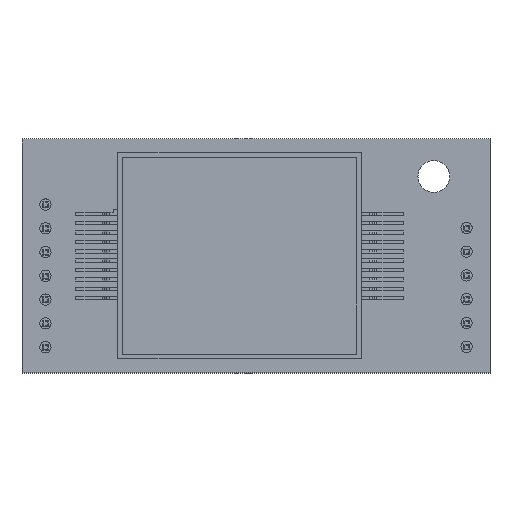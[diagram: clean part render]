
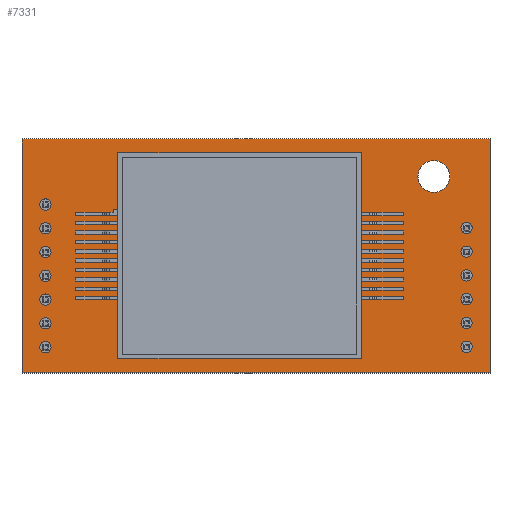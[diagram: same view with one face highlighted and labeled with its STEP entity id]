
A CAD part, top view. The second image highlights one B-rep face of the part: STEP entity #7331.
In plain terms, the highlighted planar face has unit normal (0, 0, 1).
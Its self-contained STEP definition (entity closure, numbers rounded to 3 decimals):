
#7331=ADVANCED_FACE('',(#12359,#12361,#12363,#12365,#12367,#12369,#12371,#12373,
#12375,#12377,#12379,#12381,#12383,#12385,#12387),#12389,.T.);
#12359=FACE_BOUND('',#12360,.T.);
#12360=EDGE_LOOP('',(#15986,#15987,#15988,#15989));
#12361=FACE_BOUND('',#12362,.T.);
#12362=EDGE_LOOP('',(#15990));
#12363=FACE_BOUND('',#12364,.T.);
#12364=EDGE_LOOP('',(#15991));
#12365=FACE_BOUND('',#12366,.T.);
#12366=EDGE_LOOP('',(#15992));
#12367=FACE_BOUND('',#12368,.T.);
#12368=EDGE_LOOP('',(#15993));
#12369=FACE_BOUND('',#12370,.T.);
#12370=EDGE_LOOP('',(#15994));
#12371=FACE_BOUND('',#12372,.T.);
#12372=EDGE_LOOP('',(#15995));
#12373=FACE_BOUND('',#12374,.T.);
#12374=EDGE_LOOP('',(#15996));
#12375=FACE_BOUND('',#12376,.T.);
#12376=EDGE_LOOP('',(#15997));
#12377=FACE_BOUND('',#12378,.T.);
#12378=EDGE_LOOP('',(#15998));
#12379=FACE_BOUND('',#12380,.T.);
#12380=EDGE_LOOP('',(#15999));
#12381=FACE_BOUND('',#12382,.T.);
#12382=EDGE_LOOP('',(#16000));
#12383=FACE_BOUND('',#12384,.T.);
#12384=EDGE_LOOP('',(#16001));
#12385=FACE_BOUND('',#12386,.T.);
#12386=EDGE_LOOP('',(#16002));
#12387=FACE_BOUND('',#12388,.T.);
#12388=EDGE_LOOP('',(#16003));
#12389=PLANE('',#12390);
#12390=AXIS2_PLACEMENT_3D('',#12391,#12392,#12393);
#12391=CARTESIAN_POINT('',(333.5,-153.5,1.6));
#12392=DIRECTION('',(0.,0.,1.));
#12393=DIRECTION('',(1.,0.,-0.));
#15986=ORIENTED_EDGE('',*,*,#17776,.T.);
#15987=ORIENTED_EDGE('',*,*,#17783,.T.);
#15988=ORIENTED_EDGE('',*,*,#17799,.T.);
#15989=ORIENTED_EDGE('',*,*,#17779,.T.);
#15990=ORIENTED_EDGE('',*,*,#17800,.F.);
#15991=ORIENTED_EDGE('',*,*,#17801,.F.);
#15992=ORIENTED_EDGE('',*,*,#17802,.F.);
#15993=ORIENTED_EDGE('',*,*,#17803,.F.);
#15994=ORIENTED_EDGE('',*,*,#17804,.F.);
#15995=ORIENTED_EDGE('',*,*,#17805,.F.);
#15996=ORIENTED_EDGE('',*,*,#17806,.F.);
#15997=ORIENTED_EDGE('',*,*,#17807,.F.);
#15998=ORIENTED_EDGE('',*,*,#17808,.F.);
#15999=ORIENTED_EDGE('',*,*,#17809,.F.);
#16000=ORIENTED_EDGE('',*,*,#17810,.F.);
#16001=ORIENTED_EDGE('',*,*,#17811,.F.);
#16002=ORIENTED_EDGE('',*,*,#17812,.F.);
#16003=ORIENTED_EDGE('',*,*,#17813,.F.);
#17776=EDGE_CURVE('',#20523,#20521,#20524,.T.);
#17779=EDGE_CURVE('',#20528,#20523,#20529,.T.);
#17783=EDGE_CURVE('',#20521,#20533,#20535,.T.);
#17799=EDGE_CURVE('',#20533,#20528,#20565,.T.);
#17800=EDGE_CURVE('',#20566,#20566,#20567,.T.);
#17801=EDGE_CURVE('',#20568,#20568,#20569,.T.);
#17802=EDGE_CURVE('',#20570,#20570,#20571,.T.);
#17803=EDGE_CURVE('',#20572,#20572,#20573,.T.);
#17804=EDGE_CURVE('',#20574,#20574,#20575,.T.);
#17805=EDGE_CURVE('',#20576,#20576,#20577,.T.);
#17806=EDGE_CURVE('',#20578,#20578,#20579,.T.);
#17807=EDGE_CURVE('',#20580,#20580,#20581,.T.);
#17808=EDGE_CURVE('',#20582,#20582,#20583,.T.);
#17809=EDGE_CURVE('',#20584,#20584,#20585,.T.);
#17810=EDGE_CURVE('',#20586,#20586,#20587,.T.);
#17811=EDGE_CURVE('',#20588,#20588,#20589,.T.);
#17812=EDGE_CURVE('',#20590,#20590,#20591,.T.);
#17813=EDGE_CURVE('',#20592,#20592,#20593,.T.);
#20521=VERTEX_POINT('',#26731);
#20523=VERTEX_POINT('',#26735);
#20524=LINE('',#26736,#26737);
#20528=VERTEX_POINT('',#26746);
#20529=LINE('',#26747,#26748);
#20533=VERTEX_POINT('',#26757);
#20535=LINE('',#26761,#26762);
#20565=LINE('',#26837,#26838);
#20566=VERTEX_POINT('',#26840);
#20567=CIRCLE('',#26841,0.6);
#20568=VERTEX_POINT('',#26845);
#20569=CIRCLE('',#26846,0.6);
#20570=VERTEX_POINT('',#26850);
#20571=CIRCLE('',#26851,0.6);
#20572=VERTEX_POINT('',#26855);
#20573=CIRCLE('',#26856,0.6);
#20574=VERTEX_POINT('',#26860);
#20575=CIRCLE('',#26861,0.6);
#20576=VERTEX_POINT('',#26865);
#20577=CIRCLE('',#26866,0.6);
#20578=VERTEX_POINT('',#26870);
#20579=CIRCLE('',#26871,0.6);
#20580=VERTEX_POINT('',#26875);
#20581=CIRCLE('',#26876,0.6);
#20582=VERTEX_POINT('',#26880);
#20583=CIRCLE('',#26881,1.7);
#20584=VERTEX_POINT('',#26885);
#20585=CIRCLE('',#26886,0.6);
#20586=VERTEX_POINT('',#26890);
#20587=CIRCLE('',#26891,0.6);
#20588=VERTEX_POINT('',#26895);
#20589=CIRCLE('',#26896,0.6);
#20590=VERTEX_POINT('',#26900);
#20591=CIRCLE('',#26901,0.6);
#20592=VERTEX_POINT('',#26905);
#20593=CIRCLE('',#26906,0.6);
#26731=CARTESIAN_POINT('',(358.5,-166.,1.6));
#26735=CARTESIAN_POINT('',(308.5,-166.,1.6));
#26736=CARTESIAN_POINT('',(308.5,-166.,1.6));
#26737=VECTOR('',#26738,1.);
#26738=DIRECTION('',(1.,0.,0.));
#26746=CARTESIAN_POINT('',(308.5,-141.,1.6));
#26747=CARTESIAN_POINT('',(308.5,-141.,1.6));
#26748=VECTOR('',#26749,1.);
#26749=DIRECTION('',(0.,-1.,0.));
#26757=CARTESIAN_POINT('',(358.5,-141.,1.6));
#26761=CARTESIAN_POINT('',(358.5,-166.,1.6));
#26762=VECTOR('',#26763,1.);
#26763=DIRECTION('',(0.,1.,0.));
#26837=CARTESIAN_POINT('',(358.5,-141.,1.6));
#26838=VECTOR('',#26839,1.);
#26839=DIRECTION('',(-1.,0.,0.));
#26840=CARTESIAN_POINT('',(311.6,-160.7,1.6));
#26841=AXIS2_PLACEMENT_3D('',#26842,#26843,#26844);
#26842=CARTESIAN_POINT('',(311.,-160.7,1.6));
#26843=DIRECTION('',(0.,0.,1.));
#26844=DIRECTION('',(1.,0.,0.));
#26845=CARTESIAN_POINT('',(311.6,-158.16,1.6));
#26846=AXIS2_PLACEMENT_3D('',#26847,#26848,#26849);
#26847=CARTESIAN_POINT('',(311.,-158.16,1.6));
#26848=DIRECTION('',(0.,0.,1.));
#26849=DIRECTION('',(1.,0.,0.));
#26850=CARTESIAN_POINT('',(311.6,-153.08,1.6));
#26851=AXIS2_PLACEMENT_3D('',#26852,#26853,#26854);
#26852=CARTESIAN_POINT('',(311.,-153.08,1.6));
#26853=DIRECTION('',(0.,0.,1.));
#26854=DIRECTION('',(1.,0.,0.));
#26855=CARTESIAN_POINT('',(311.6,-155.62,1.6));
#26856=AXIS2_PLACEMENT_3D('',#26857,#26858,#26859);
#26857=CARTESIAN_POINT('',(311.,-155.62,1.6));
#26858=DIRECTION('',(0.,0.,1.));
#26859=DIRECTION('',(1.,0.,0.));
#26860=CARTESIAN_POINT('',(356.6,-153.04,1.6));
#26861=AXIS2_PLACEMENT_3D('',#26862,#26863,#26864);
#26862=CARTESIAN_POINT('',(356.,-153.04,1.6));
#26863=DIRECTION('',(0.,0.,1.));
#26864=DIRECTION('',(1.,0.,0.));
#26865=CARTESIAN_POINT('',(356.6,-155.58,1.6));
#26866=AXIS2_PLACEMENT_3D('',#26867,#26868,#26869);
#26867=CARTESIAN_POINT('',(356.,-155.58,1.6));
#26868=DIRECTION('',(0.,0.,1.));
#26869=DIRECTION('',(1.,0.,0.));
#26870=CARTESIAN_POINT('',(356.6,-160.66,1.6));
#26871=AXIS2_PLACEMENT_3D('',#26872,#26873,#26874);
#26872=CARTESIAN_POINT('',(356.,-160.66,1.6));
#26873=DIRECTION('',(0.,0.,1.));
#26874=DIRECTION('',(1.,0.,0.));
#26875=CARTESIAN_POINT('',(356.6,-158.12,1.6));
#26876=AXIS2_PLACEMENT_3D('',#26877,#26878,#26879);
#26877=CARTESIAN_POINT('',(356.,-158.12,1.6));
#26878=DIRECTION('',(0.,0.,1.));
#26879=DIRECTION('',(1.,0.,0.));
#26880=CARTESIAN_POINT('',(354.2,-145.,1.6));
#26881=AXIS2_PLACEMENT_3D('',#26882,#26883,#26884);
#26882=CARTESIAN_POINT('',(352.5,-145.,1.6));
#26883=DIRECTION('',(0.,0.,1.));
#26884=DIRECTION('',(1.,0.,0.));
#26885=CARTESIAN_POINT('',(311.6,-148.,1.6));
#26886=AXIS2_PLACEMENT_3D('',#26887,#26888,#26889);
#26887=CARTESIAN_POINT('',(311.,-148.,1.6));
#26888=DIRECTION('',(0.,0.,1.));
#26889=DIRECTION('',(1.,0.,0.));
#26890=CARTESIAN_POINT('',(311.6,-150.54,1.6));
#26891=AXIS2_PLACEMENT_3D('',#26892,#26893,#26894);
#26892=CARTESIAN_POINT('',(311.,-150.54,1.6));
#26893=DIRECTION('',(0.,0.,1.));
#26894=DIRECTION('',(1.,0.,0.));
#26895=CARTESIAN_POINT('',(356.6,-150.5,1.6));
#26896=AXIS2_PLACEMENT_3D('',#26897,#26898,#26899);
#26897=CARTESIAN_POINT('',(356.,-150.5,1.6));
#26898=DIRECTION('',(0.,0.,1.));
#26899=DIRECTION('',(1.,0.,0.));
#26900=CARTESIAN_POINT('',(311.6,-163.24,1.6));
#26901=AXIS2_PLACEMENT_3D('',#26902,#26903,#26904);
#26902=CARTESIAN_POINT('',(311.,-163.24,1.6));
#26903=DIRECTION('',(0.,0.,1.));
#26904=DIRECTION('',(1.,0.,0.));
#26905=CARTESIAN_POINT('',(356.6,-163.2,1.6));
#26906=AXIS2_PLACEMENT_3D('',#26907,#26908,#26909);
#26907=CARTESIAN_POINT('',(356.,-163.2,1.6));
#26908=DIRECTION('',(0.,0.,1.));
#26909=DIRECTION('',(1.,0.,0.));
